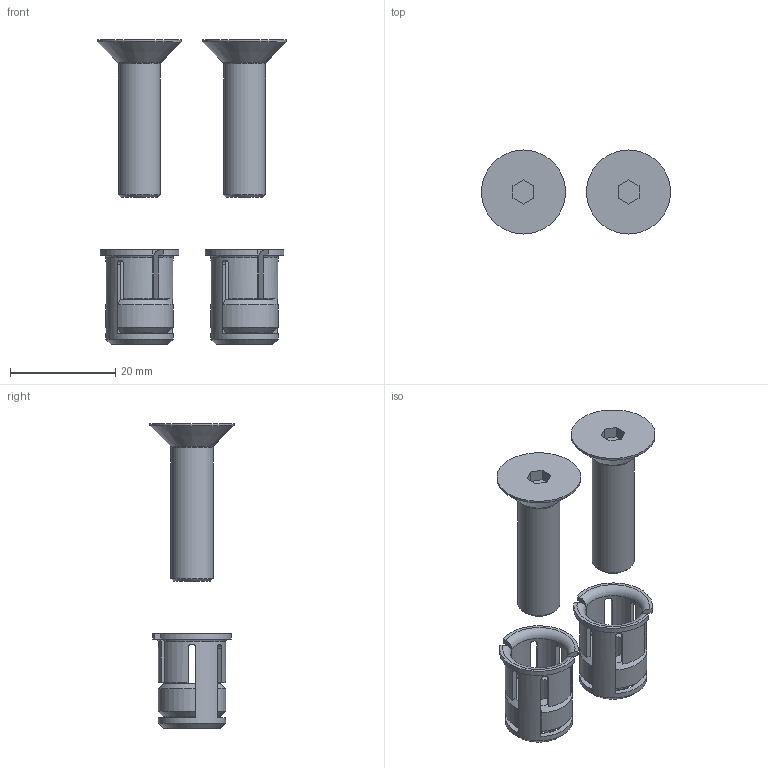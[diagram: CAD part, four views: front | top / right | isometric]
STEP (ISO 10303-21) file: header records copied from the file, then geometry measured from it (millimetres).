
FILE_DESCRIPTION(/* description */ (''),/* implementation_level */ '2;1');
FILE_NAME(/* name */ '1314EF.stp',/* time_stamp */ '2019-08-05T13:30:33+02:00',/* author */ ('Marc'),/* organization */ (''),/* preprocessor_version */ 'ST-DEVELOPER v17.2',/* originating_system */ 'Autodesk Inventor 2019',/* authorisation */ '');
FILE_SCHEMA (('AUTOMOTIVE_DESIGN { 1 0 10303 214 3 1 1 }'));
Length unit declared in the file: millimetre
Products named in the file (3): 1314EF; 06105; 04035
Assembly tree (4 placements, depth 2):
  1314EF
    06105  x2
    04035  x2
Bounding box: 36 x 16 x 58 mm (x, y, z)
Volume: 5531.6 mm3; surface area: 5702.1 mm2
Topology: 6 solids, 6 shells, 140 faces, 378 edges, 252 vertices
Faces by surface type: plane 78, cylinder 36, cone 16, torus 10
Full cylindrical faces by diameter (mm): 6.647 x2, 8 x2, 9 x2, 10.8 x2, 12.8 x2, 16 x2
Entity records: 2517 total; most frequent: CARTESIAN_POINT 618, ORIENTED_EDGE 378, DIRECTION 378, EDGE_CURVE 189, AXIS2_PLACEMENT_3D 138, VERTEX_POINT 126, LINE 102, VECTOR 102
